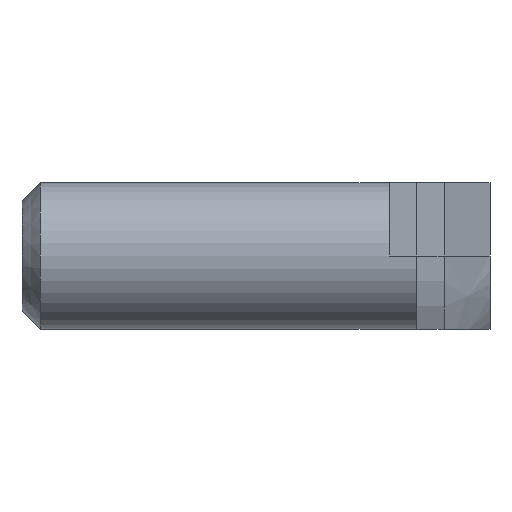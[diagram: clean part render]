
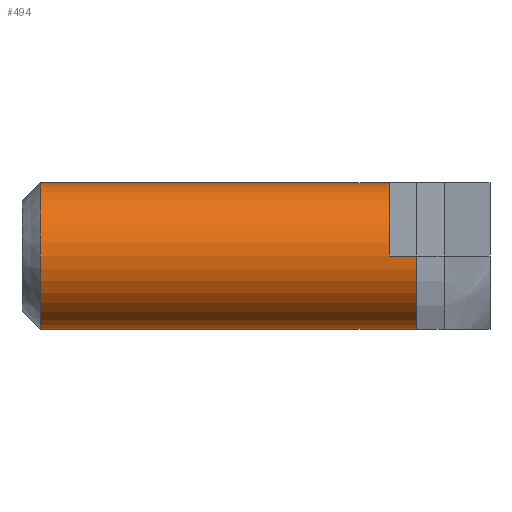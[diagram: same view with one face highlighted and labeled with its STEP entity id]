
A CAD part, left-side view. The second image highlights one B-rep face of the part: STEP entity #494.
In plain terms, the highlighted cylindrical face has radius 4 mm (diameter 8 mm), a partial arc.
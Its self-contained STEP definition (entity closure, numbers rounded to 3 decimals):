
#6 = DIRECTION ( 'NONE',  ( 0., -1., 0. ) ) ;
#45 = VERTEX_POINT ( 'NONE', #194 ) ;
#49 = AXIS2_PLACEMENT_3D ( 'NONE', #340, #221, #391 ) ;
#53 = ORIENTED_EDGE ( 'NONE', *, *, #354, .F. ) ;
#62 = DIRECTION ( 'NONE',  ( 0., 1., 0. ) ) ;
#90 = CARTESIAN_POINT ( 'NONE',  ( 0., -1.657, -4. ) ) ;
#115 = LINE ( 'NONE', #357, #178 ) ;
#120 = CARTESIAN_POINT ( 'NONE',  ( -4., 5.5, 0. ) ) ;
#125 = CARTESIAN_POINT ( 'NONE',  ( 0., 24.5, 0. ) ) ;
#153 = AXIS2_PLACEMENT_3D ( 'NONE', #553, #215, #502 ) ;
#177 = ORIENTED_EDGE ( 'NONE', *, *, #455, .F. ) ;
#178 = VECTOR ( 'NONE', #409, 1000. ) ;
#192 = CIRCLE ( 'NONE', #153, 4. ) ;
#194 = CARTESIAN_POINT ( 'NONE',  ( -4., 4., 0. ) ) ;
#215 = DIRECTION ( 'NONE',  ( 0., 1., 0. ) ) ;
#221 = DIRECTION ( 'NONE',  ( 0., -1., 0. ) ) ;
#230 = CARTESIAN_POINT ( 'NONE',  ( 0., 24.5, -4. ) ) ;
#233 = DIRECTION ( 'NONE',  ( 0., 0., 1. ) ) ;
#235 = ORIENTED_EDGE ( 'NONE', *, *, #529, .T. ) ;
#251 = AXIS2_PLACEMENT_3D ( 'NONE', #125, #6, #233 ) ;
#274 = EDGE_CURVE ( 'NONE', #634, #551, #661, .T. ) ;
#279 = VECTOR ( 'NONE', #318, 1000. ) ;
#287 = CARTESIAN_POINT ( 'NONE',  ( 0., 24.5, 4. ) ) ;
#290 = LINE ( 'NONE', #511, #405 ) ;
#301 = CYLINDRICAL_SURFACE ( 'NONE', #569, 4. ) ;
#318 = DIRECTION ( 'NONE',  ( 0., 1., 0. ) ) ;
#340 = CARTESIAN_POINT ( 'NONE',  ( 0., 4., 0. ) ) ;
#343 = DIRECTION ( 'NONE',  ( 0., 1., 0. ) ) ;
#354 = EDGE_CURVE ( 'NONE', #45, #634, #640, .T. ) ;
#357 = CARTESIAN_POINT ( 'NONE',  ( 0., -1.657, 4. ) ) ;
#360 = VERTEX_POINT ( 'NONE', #230 ) ;
#391 = DIRECTION ( 'NONE',  ( 0., 0., -1. ) ) ;
#401 = VERTEX_POINT ( 'NONE', #287 ) ;
#405 = VECTOR ( 'NONE', #343, 1000. ) ;
#409 = DIRECTION ( 'NONE',  ( 0., 1., 0. ) ) ;
#412 = EDGE_LOOP ( 'NONE', ( #177, #688, #53, #487, #458, #636, #235 ) ) ;
#452 = EDGE_CURVE ( 'NONE', #517, #472, #192, .T. ) ;
#455 = EDGE_CURVE ( 'NONE', #551, #360, #290, .T. ) ;
#458 = ORIENTED_EDGE ( 'NONE', *, *, #452, .T. ) ;
#459 = FACE_OUTER_BOUND ( 'NONE', #412, .T. ) ;
#463 = CARTESIAN_POINT ( 'NONE',  ( 0., -1.657, 0. ) ) ;
#472 = VERTEX_POINT ( 'NONE', #666 ) ;
#487 = ORIENTED_EDGE ( 'NONE', *, *, #727, .T. ) ;
#494 = ADVANCED_FACE ( 'NONE', ( #459 ), #301, .T. ) ;
#502 = DIRECTION ( 'NONE',  ( 0., 0., 1. ) ) ;
#505 = EDGE_CURVE ( 'NONE', #472, #401, #115, .T. ) ;
#511 = CARTESIAN_POINT ( 'NONE',  ( 0., -1.657, -4. ) ) ;
#515 = DIRECTION ( 'NONE',  ( 0., 0., 1. ) ) ;
#517 = VERTEX_POINT ( 'NONE', #120 ) ;
#529 = EDGE_CURVE ( 'NONE', #401, #360, #618, .T. ) ;
#535 = DIRECTION ( 'NONE',  ( 0., 1., 0. ) ) ;
#536 = VECTOR ( 'NONE', #535, 1000. ) ;
#551 = VERTEX_POINT ( 'NONE', #684 ) ;
#553 = CARTESIAN_POINT ( 'NONE',  ( 0., 5.5, 0. ) ) ;
#559 = CARTESIAN_POINT ( 'NONE',  ( 0., 4., -4. ) ) ;
#569 = AXIS2_PLACEMENT_3D ( 'NONE', #463, #62, #515 ) ;
#618 = CIRCLE ( 'NONE', #251, 4. ) ;
#634 = VERTEX_POINT ( 'NONE', #559 ) ;
#636 = ORIENTED_EDGE ( 'NONE', *, *, #505, .T. ) ;
#640 = CIRCLE ( 'NONE', #49, 4. ) ;
#643 = LINE ( 'NONE', #706, #279 ) ;
#661 = LINE ( 'NONE', #90, #536 ) ;
#666 = CARTESIAN_POINT ( 'NONE',  ( 0., 5.5, 4. ) ) ;
#684 = CARTESIAN_POINT ( 'NONE',  ( 0., 5.5, -4. ) ) ;
#688 = ORIENTED_EDGE ( 'NONE', *, *, #274, .F. ) ;
#706 = CARTESIAN_POINT ( 'NONE',  ( -4., -1.657, 0. ) ) ;
#727 = EDGE_CURVE ( 'NONE', #45, #517, #643, .T. ) ;
